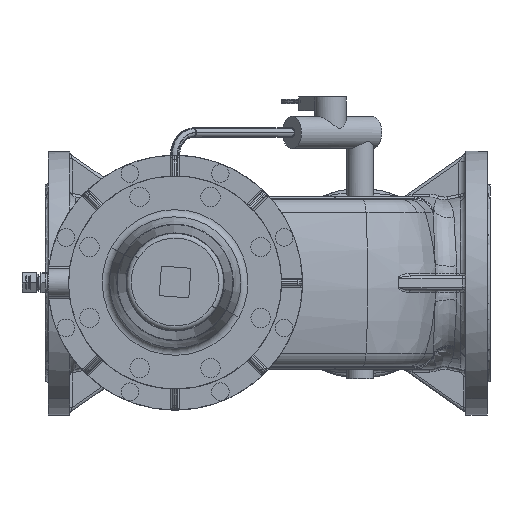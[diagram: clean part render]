
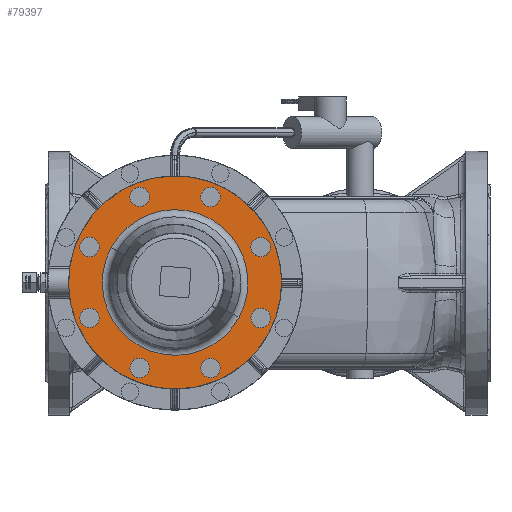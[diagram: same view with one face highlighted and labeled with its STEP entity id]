
A CAD part, top view. The second image highlights one B-rep face of the part: STEP entity #79397.
In plain terms, the highlighted planar face has unit normal (0, 0, 1).
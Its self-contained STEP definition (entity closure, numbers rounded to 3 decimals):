
#79069=AXIS2_PLACEMENT_3D('Circle Axis2P3D',#79067,#79068,$) ;
#79094=AXIS2_PLACEMENT_3D('Circle Axis2P3D',#79092,#79093,$) ;
#79229=AXIS2_PLACEMENT_3D('Plane Axis2P3D',#79226,#79227,#79228) ;
#79237=AXIS2_PLACEMENT_3D('Circle Axis2P3D',#79235,#79236,$) ;
#79246=AXIS2_PLACEMENT_3D('Circle Axis2P3D',#79244,#79245,$) ;
#79255=AXIS2_PLACEMENT_3D('Circle Axis2P3D',#79253,#79254,$) ;
#79264=AXIS2_PLACEMENT_3D('Circle Axis2P3D',#79262,#79263,$) ;
#79273=AXIS2_PLACEMENT_3D('Circle Axis2P3D',#79271,#79272,$) ;
#79282=AXIS2_PLACEMENT_3D('Circle Axis2P3D',#79280,#79281,$) ;
#79291=AXIS2_PLACEMENT_3D('Circle Axis2P3D',#79289,#79290,$) ;
#79300=AXIS2_PLACEMENT_3D('Circle Axis2P3D',#79298,#79299,$) ;
#79309=AXIS2_PLACEMENT_3D('Circle Axis2P3D',#79307,#79308,$) ;
#79318=AXIS2_PLACEMENT_3D('Circle Axis2P3D',#79316,#79317,$) ;
#79327=AXIS2_PLACEMENT_3D('Circle Axis2P3D',#79325,#79326,$) ;
#79336=AXIS2_PLACEMENT_3D('Circle Axis2P3D',#79334,#79335,$) ;
#79345=AXIS2_PLACEMENT_3D('Circle Axis2P3D',#79343,#79344,$) ;
#79354=AXIS2_PLACEMENT_3D('Circle Axis2P3D',#79352,#79353,$) ;
#79363=AXIS2_PLACEMENT_3D('Circle Axis2P3D',#79361,#79362,$) ;
#79372=AXIS2_PLACEMENT_3D('Circle Axis2P3D',#79370,#79371,$) ;
#79381=AXIS2_PLACEMENT_3D('Circle Axis2P3D',#79379,#79380,$) ;
#79390=AXIS2_PLACEMENT_3D('Circle Axis2P3D',#79388,#79389,$) ;
#79064=CARTESIAN_POINT('Vertex',(100.922,-55.134,402.)) ;
#79067=CARTESIAN_POINT('Axis2P3D Location',(0.,0.,402.)) ;
#79071=CARTESIAN_POINT('Vertex',(-100.922,55.134,402.)) ;
#79092=CARTESIAN_POINT('Axis2P3D Location',(0.,0.,402.)) ;
#79226=CARTESIAN_POINT('Axis2P3D Location',(-78.639,0.,402.)) ;
#79235=CARTESIAN_POINT('Axis2P3D Location',(-92.388,38.268,402.)) ;
#79239=CARTESIAN_POINT('Vertex',(-81.888,38.268,402.)) ;
#79241=CARTESIAN_POINT('Vertex',(-102.888,38.268,402.)) ;
#79244=CARTESIAN_POINT('Axis2P3D Location',(-92.388,38.268,402.)) ;
#79253=CARTESIAN_POINT('Axis2P3D Location',(0.,0.,402.)) ;
#79257=CARTESIAN_POINT('Vertex',(69.012,-37.701,402.)) ;
#79259=CARTESIAN_POINT('Vertex',(-69.012,37.701,402.)) ;
#79262=CARTESIAN_POINT('Axis2P3D Location',(0.,0.,402.)) ;
#79271=CARTESIAN_POINT('Axis2P3D Location',(-92.388,-38.268,402.)) ;
#79275=CARTESIAN_POINT('Vertex',(-99.813,-45.693,402.)) ;
#79277=CARTESIAN_POINT('Vertex',(-84.963,-30.844,402.)) ;
#79280=CARTESIAN_POINT('Axis2P3D Location',(-92.388,-38.268,402.)) ;
#79289=CARTESIAN_POINT('Axis2P3D Location',(-38.268,-92.388,402.)) ;
#79293=CARTESIAN_POINT('Vertex',(-38.268,-102.888,402.)) ;
#79295=CARTESIAN_POINT('Vertex',(-38.268,-81.888,402.)) ;
#79298=CARTESIAN_POINT('Axis2P3D Location',(-38.268,-92.388,402.)) ;
#79307=CARTESIAN_POINT('Axis2P3D Location',(38.268,-92.388,402.)) ;
#79311=CARTESIAN_POINT('Vertex',(45.693,-99.813,402.)) ;
#79313=CARTESIAN_POINT('Vertex',(30.844,-84.963,402.)) ;
#79316=CARTESIAN_POINT('Axis2P3D Location',(38.268,-92.388,402.)) ;
#79325=CARTESIAN_POINT('Axis2P3D Location',(92.388,-38.268,402.)) ;
#79329=CARTESIAN_POINT('Vertex',(102.888,-38.268,402.)) ;
#79331=CARTESIAN_POINT('Vertex',(81.888,-38.268,402.)) ;
#79334=CARTESIAN_POINT('Axis2P3D Location',(92.388,-38.268,402.)) ;
#79343=CARTESIAN_POINT('Axis2P3D Location',(92.388,38.268,402.)) ;
#79347=CARTESIAN_POINT('Vertex',(99.813,45.693,402.)) ;
#79349=CARTESIAN_POINT('Vertex',(84.963,30.844,402.)) ;
#79352=CARTESIAN_POINT('Axis2P3D Location',(92.388,38.268,402.)) ;
#79361=CARTESIAN_POINT('Axis2P3D Location',(38.268,92.388,402.)) ;
#79365=CARTESIAN_POINT('Vertex',(38.268,102.888,402.)) ;
#79367=CARTESIAN_POINT('Vertex',(38.268,81.888,402.)) ;
#79370=CARTESIAN_POINT('Axis2P3D Location',(38.268,92.388,402.)) ;
#79379=CARTESIAN_POINT('Axis2P3D Location',(-38.268,92.388,402.)) ;
#79383=CARTESIAN_POINT('Vertex',(-45.693,99.813,402.)) ;
#79385=CARTESIAN_POINT('Vertex',(-30.844,84.963,402.)) ;
#79388=CARTESIAN_POINT('Axis2P3D Location',(-38.268,92.388,402.)) ;
#79068=DIRECTION('Axis2P3D Direction',(0.,0.,-1.)) ;
#79093=DIRECTION('Axis2P3D Direction',(0.,0.,-1.)) ;
#79227=DIRECTION('Axis2P3D Direction',(0.,0.,-1.)) ;
#79228=DIRECTION('Axis2P3D XDirection',(0.,1.,0.)) ;
#79236=DIRECTION('Axis2P3D Direction',(0.,0.,-1.)) ;
#79245=DIRECTION('Axis2P3D Direction',(0.,0.,-1.)) ;
#79254=DIRECTION('Axis2P3D Direction',(0.,0.,-1.)) ;
#79263=DIRECTION('Axis2P3D Direction',(0.,0.,-1.)) ;
#79272=DIRECTION('Axis2P3D Direction',(0.,0.,-1.)) ;
#79281=DIRECTION('Axis2P3D Direction',(0.,0.,-1.)) ;
#79290=DIRECTION('Axis2P3D Direction',(0.,0.,-1.)) ;
#79299=DIRECTION('Axis2P3D Direction',(0.,0.,-1.)) ;
#79308=DIRECTION('Axis2P3D Direction',(0.,0.,-1.)) ;
#79317=DIRECTION('Axis2P3D Direction',(0.,0.,-1.)) ;
#79326=DIRECTION('Axis2P3D Direction',(0.,0.,-1.)) ;
#79335=DIRECTION('Axis2P3D Direction',(0.,0.,-1.)) ;
#79344=DIRECTION('Axis2P3D Direction',(0.,0.,-1.)) ;
#79353=DIRECTION('Axis2P3D Direction',(0.,0.,-1.)) ;
#79362=DIRECTION('Axis2P3D Direction',(0.,0.,-1.)) ;
#79371=DIRECTION('Axis2P3D Direction',(0.,0.,-1.)) ;
#79380=DIRECTION('Axis2P3D Direction',(0.,0.,-1.)) ;
#79389=DIRECTION('Axis2P3D Direction',(0.,0.,-1.)) ;
#79232=ORIENTED_EDGE('',*,*,#79096,.F.) ;
#79233=ORIENTED_EDGE('',*,*,#79073,.F.) ;
#79250=ORIENTED_EDGE('',*,*,#79243,.T.) ;
#79251=ORIENTED_EDGE('',*,*,#79248,.T.) ;
#79268=ORIENTED_EDGE('',*,*,#79261,.T.) ;
#79269=ORIENTED_EDGE('',*,*,#79266,.T.) ;
#79286=ORIENTED_EDGE('',*,*,#79279,.T.) ;
#79287=ORIENTED_EDGE('',*,*,#79284,.T.) ;
#79304=ORIENTED_EDGE('',*,*,#79297,.T.) ;
#79305=ORIENTED_EDGE('',*,*,#79302,.T.) ;
#79322=ORIENTED_EDGE('',*,*,#79315,.T.) ;
#79323=ORIENTED_EDGE('',*,*,#79320,.T.) ;
#79340=ORIENTED_EDGE('',*,*,#79333,.T.) ;
#79341=ORIENTED_EDGE('',*,*,#79338,.T.) ;
#79358=ORIENTED_EDGE('',*,*,#79351,.T.) ;
#79359=ORIENTED_EDGE('',*,*,#79356,.T.) ;
#79376=ORIENTED_EDGE('',*,*,#79369,.T.) ;
#79377=ORIENTED_EDGE('',*,*,#79374,.T.) ;
#79394=ORIENTED_EDGE('',*,*,#79387,.T.) ;
#79395=ORIENTED_EDGE('',*,*,#79392,.T.) ;
#79252=FACE_BOUND('',#79249,.T.) ;
#79270=FACE_BOUND('',#79267,.T.) ;
#79288=FACE_BOUND('',#79285,.T.) ;
#79306=FACE_BOUND('',#79303,.T.) ;
#79324=FACE_BOUND('',#79321,.T.) ;
#79342=FACE_BOUND('',#79339,.T.) ;
#79360=FACE_BOUND('',#79357,.T.) ;
#79378=FACE_BOUND('',#79375,.T.) ;
#79396=FACE_BOUND('',#79393,.T.) ;
#79397=ADVANCED_FACE('Brep With Voids',(#79234,#79252,#79270,#79288,#79306,#79324,#79342,#79360,#79378,#79396),#79230,.F.) ;
#79070=CIRCLE('generated circle',#79069,115.) ;
#79095=CIRCLE('generated circle',#79094,115.) ;
#79238=CIRCLE('generated circle',#79237,10.5) ;
#79247=CIRCLE('generated circle',#79246,10.5) ;
#79256=CIRCLE('generated circle',#79255,78.639) ;
#79265=CIRCLE('generated circle',#79264,78.639) ;
#79274=CIRCLE('generated circle',#79273,10.5) ;
#79283=CIRCLE('generated circle',#79282,10.5) ;
#79292=CIRCLE('generated circle',#79291,10.5) ;
#79301=CIRCLE('generated circle',#79300,10.5) ;
#79310=CIRCLE('generated circle',#79309,10.5) ;
#79319=CIRCLE('generated circle',#79318,10.5) ;
#79328=CIRCLE('generated circle',#79327,10.5) ;
#79337=CIRCLE('generated circle',#79336,10.5) ;
#79346=CIRCLE('generated circle',#79345,10.5) ;
#79355=CIRCLE('generated circle',#79354,10.5) ;
#79364=CIRCLE('generated circle',#79363,10.5) ;
#79373=CIRCLE('generated circle',#79372,10.5) ;
#79382=CIRCLE('generated circle',#79381,10.5) ;
#79391=CIRCLE('generated circle',#79390,10.5) ;
#79073=EDGE_CURVE('',#79065,#79072,#79070,.T.) ;
#79096=EDGE_CURVE('',#79072,#79065,#79095,.T.) ;
#79243=EDGE_CURVE('',#79240,#79242,#79238,.T.) ;
#79248=EDGE_CURVE('',#79242,#79240,#79247,.T.) ;
#79261=EDGE_CURVE('',#79258,#79260,#79256,.T.) ;
#79266=EDGE_CURVE('',#79260,#79258,#79265,.T.) ;
#79279=EDGE_CURVE('',#79276,#79278,#79274,.T.) ;
#79284=EDGE_CURVE('',#79278,#79276,#79283,.T.) ;
#79297=EDGE_CURVE('',#79294,#79296,#79292,.T.) ;
#79302=EDGE_CURVE('',#79296,#79294,#79301,.T.) ;
#79315=EDGE_CURVE('',#79312,#79314,#79310,.T.) ;
#79320=EDGE_CURVE('',#79314,#79312,#79319,.T.) ;
#79333=EDGE_CURVE('',#79330,#79332,#79328,.T.) ;
#79338=EDGE_CURVE('',#79332,#79330,#79337,.T.) ;
#79351=EDGE_CURVE('',#79348,#79350,#79346,.T.) ;
#79356=EDGE_CURVE('',#79350,#79348,#79355,.T.) ;
#79369=EDGE_CURVE('',#79366,#79368,#79364,.T.) ;
#79374=EDGE_CURVE('',#79368,#79366,#79373,.T.) ;
#79387=EDGE_CURVE('',#79384,#79386,#79382,.T.) ;
#79392=EDGE_CURVE('',#79386,#79384,#79391,.T.) ;
#79231=EDGE_LOOP('',(#79232,#79233)) ;
#79249=EDGE_LOOP('',(#79250,#79251)) ;
#79267=EDGE_LOOP('',(#79268,#79269)) ;
#79285=EDGE_LOOP('',(#79286,#79287)) ;
#79303=EDGE_LOOP('',(#79304,#79305)) ;
#79321=EDGE_LOOP('',(#79322,#79323)) ;
#79339=EDGE_LOOP('',(#79340,#79341)) ;
#79357=EDGE_LOOP('',(#79358,#79359)) ;
#79375=EDGE_LOOP('',(#79376,#79377)) ;
#79393=EDGE_LOOP('',(#79394,#79395)) ;
#79234=FACE_OUTER_BOUND('',#79231,.T.) ;
#79230=PLANE('Plane',#79229) ;
#79065=VERTEX_POINT('',#79064) ;
#79072=VERTEX_POINT('',#79071) ;
#79240=VERTEX_POINT('',#79239) ;
#79242=VERTEX_POINT('',#79241) ;
#79258=VERTEX_POINT('',#79257) ;
#79260=VERTEX_POINT('',#79259) ;
#79276=VERTEX_POINT('',#79275) ;
#79278=VERTEX_POINT('',#79277) ;
#79294=VERTEX_POINT('',#79293) ;
#79296=VERTEX_POINT('',#79295) ;
#79312=VERTEX_POINT('',#79311) ;
#79314=VERTEX_POINT('',#79313) ;
#79330=VERTEX_POINT('',#79329) ;
#79332=VERTEX_POINT('',#79331) ;
#79348=VERTEX_POINT('',#79347) ;
#79350=VERTEX_POINT('',#79349) ;
#79366=VERTEX_POINT('',#79365) ;
#79368=VERTEX_POINT('',#79367) ;
#79384=VERTEX_POINT('',#79383) ;
#79386=VERTEX_POINT('',#79385) ;
